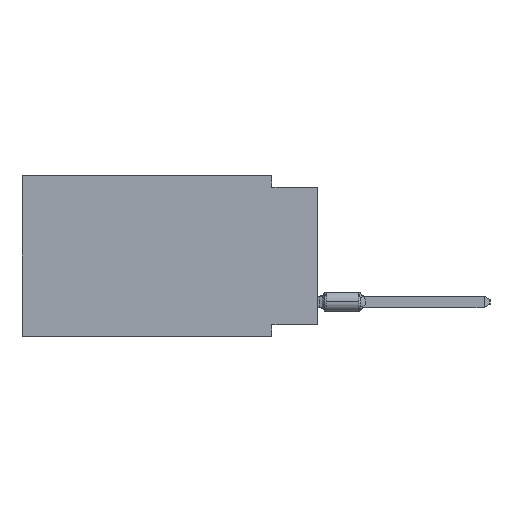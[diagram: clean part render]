
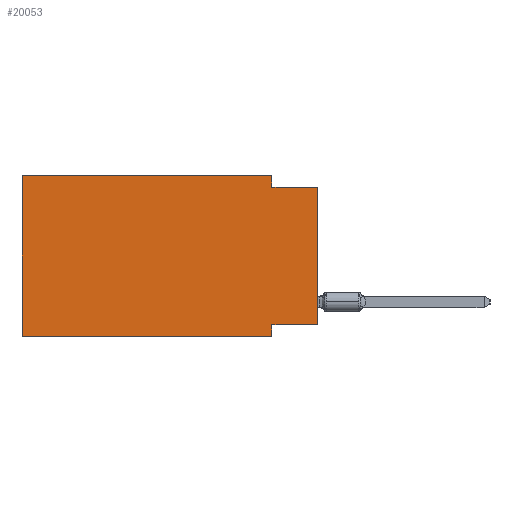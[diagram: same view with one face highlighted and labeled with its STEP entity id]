
A CAD part, left-side view. The second image highlights one B-rep face of the part: STEP entity #20053.
In plain terms, the highlighted planar face has unit normal (-1, 0, 0).
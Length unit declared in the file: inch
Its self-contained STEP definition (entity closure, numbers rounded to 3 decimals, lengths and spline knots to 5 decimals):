
#92 = VERTEX_POINT ( 'NONE', #7797 ) ;
#296 = EDGE_CURVE ( 'NONE', #92, #7174, #1135, .T. ) ;
#366 = CARTESIAN_POINT ( 'NONE',  ( 0., 0.645, 0. ) ) ;
#386 = VERTEX_POINT ( 'NONE', #6570 ) ;
#392 = ORIENTED_EDGE ( 'NONE', *, *, #296, .F. ) ;
#465 = CARTESIAN_POINT ( 'NONE',  ( 0., 0.645, -0.35 ) ) ;
#1090 = LINE ( 'NONE', #4553, #10512 ) ;
#1135 = LINE ( 'NONE', #23619, #18509 ) ;
#1145 = CARTESIAN_POINT ( 'NONE',  ( 0., 0.645, 0. ) ) ;
#1274 = DIRECTION ( 'NONE',  ( 0., 0., -1. ) ) ;
#1538 = ORIENTED_EDGE ( 'NONE', *, *, #13941, .F. ) ;
#1896 = VERTEX_POINT ( 'NONE', #19916 ) ;
#2063 = VERTEX_POINT ( 'NONE', #24181 ) ;
#3803 = CARTESIAN_POINT ( 'NONE',  ( 0., 0., -0.325 ) ) ;
#3853 = CARTESIAN_POINT ( 'NONE',  ( 0., 0., -0.025 ) ) ;
#4006 = VECTOR ( 'NONE', #11362, 39.37008 ) ;
#4553 = CARTESIAN_POINT ( 'NONE',  ( 0., 0., -0.325 ) ) ;
#4784 = EDGE_LOOP ( 'NONE', ( #23642, #8478, #19118, #392, #1538, #15427, #19651, #14091 ) ) ;
#4881 = LINE ( 'NONE', #23538, #12362 ) ;
#4893 = AXIS2_PLACEMENT_3D ( 'NONE', #366, #7902, #15396 ) ;
#4981 = CARTESIAN_POINT ( 'NONE',  ( 0., 0.1, -0.325 ) ) ;
#5111 = DIRECTION ( 'NONE',  ( 0., 0., 1. ) ) ;
#5203 = CARTESIAN_POINT ( 'NONE',  ( 0., 0.1, 0. ) ) ;
#5410 = CARTESIAN_POINT ( 'NONE',  ( 0., 0.1, 0. ) ) ;
#5967 = VECTOR ( 'NONE', #8662, 39.37008 ) ;
#5973 = VERTEX_POINT ( 'NONE', #3803 ) ;
#6192 = EDGE_CURVE ( 'NONE', #5973, #9665, #1090, .T. ) ;
#6320 = LINE ( 'NONE', #13810, #9413 ) ;
#6570 = CARTESIAN_POINT ( 'NONE',  ( 0., 0.1, -0.025 ) ) ;
#7174 = VERTEX_POINT ( 'NONE', #5410 ) ;
#7797 = CARTESIAN_POINT ( 'NONE',  ( 0., 0.645, 0. ) ) ;
#7861 = VERTEX_POINT ( 'NONE', #8101 ) ;
#7902 = DIRECTION ( 'NONE',  ( 1., 0., 0. ) ) ;
#8101 = CARTESIAN_POINT ( 'NONE',  ( 0., 0.1, -0.35 ) ) ;
#8478 = ORIENTED_EDGE ( 'NONE', *, *, #14622, .F. ) ;
#8662 = DIRECTION ( 'NONE',  ( 0., 0., 1. ) ) ;
#8777 = EDGE_CURVE ( 'NONE', #9665, #7861, #6320, .T. ) ;
#9186 = VECTOR ( 'NONE', #14119, 39.37008 ) ;
#9413 = VECTOR ( 'NONE', #15651, 39.37008 ) ;
#9665 = VERTEX_POINT ( 'NONE', #4981 ) ;
#9727 = PLANE ( 'NONE',  #4893 ) ;
#10512 = VECTOR ( 'NONE', #23209, 39.37008 ) ;
#11362 = DIRECTION ( 'NONE',  ( 0., -1., 0. ) ) ;
#11697 = FACE_OUTER_BOUND ( 'NONE', #4784, .T. ) ;
#12021 = VECTOR ( 'NONE', #1274, 39.37008 ) ;
#12097 = DIRECTION ( 'NONE',  ( 0., -1., 0. ) ) ;
#12362 = VECTOR ( 'NONE', #5111, 39.37008 ) ;
#13810 = CARTESIAN_POINT ( 'NONE',  ( 0., 0.1, -0.35 ) ) ;
#13941 = EDGE_CURVE ( 'NONE', #1896, #92, #23858, .T. ) ;
#14091 = ORIENTED_EDGE ( 'NONE', *, *, #6192, .F. ) ;
#14119 = DIRECTION ( 'NONE',  ( 0., -1., 0. ) ) ;
#14622 = EDGE_CURVE ( 'NONE', #386, #2063, #22516, .T. ) ;
#15396 = DIRECTION ( 'NONE',  ( 0., 0., -1. ) ) ;
#15427 = ORIENTED_EDGE ( 'NONE', *, *, #20436, .T. ) ;
#15651 = DIRECTION ( 'NONE',  ( 0., 0., -1. ) ) ;
#18125 = LINE ( 'NONE', #5203, #12021 ) ;
#18509 = VECTOR ( 'NONE', #12097, 39.37008 ) ;
#19118 = ORIENTED_EDGE ( 'NONE', *, *, #23320, .F. ) ;
#19651 = ORIENTED_EDGE ( 'NONE', *, *, #8777, .F. ) ;
#19916 = CARTESIAN_POINT ( 'NONE',  ( 0., 0.645, -0.35 ) ) ;
#20053 = ADVANCED_FACE ( 'NONE', ( #11697 ), #9727, .F. ) ;
#20436 = EDGE_CURVE ( 'NONE', #1896, #7861, #22945, .T. ) ;
#22242 = EDGE_CURVE ( 'NONE', #5973, #2063, #4881, .T. ) ;
#22516 = LINE ( 'NONE', #3853, #4006 ) ;
#22945 = LINE ( 'NONE', #465, #9186 ) ;
#23209 = DIRECTION ( 'NONE',  ( 0., 1., 0. ) ) ;
#23320 = EDGE_CURVE ( 'NONE', #7174, #386, #18125, .T. ) ;
#23538 = CARTESIAN_POINT ( 'NONE',  ( 0., 0., 0. ) ) ;
#23619 = CARTESIAN_POINT ( 'NONE',  ( 0., 0.645, 0. ) ) ;
#23642 = ORIENTED_EDGE ( 'NONE', *, *, #22242, .T. ) ;
#23858 = LINE ( 'NONE', #1145, #5967 ) ;
#24181 = CARTESIAN_POINT ( 'NONE',  ( 0., 0., -0.025 ) ) ;
